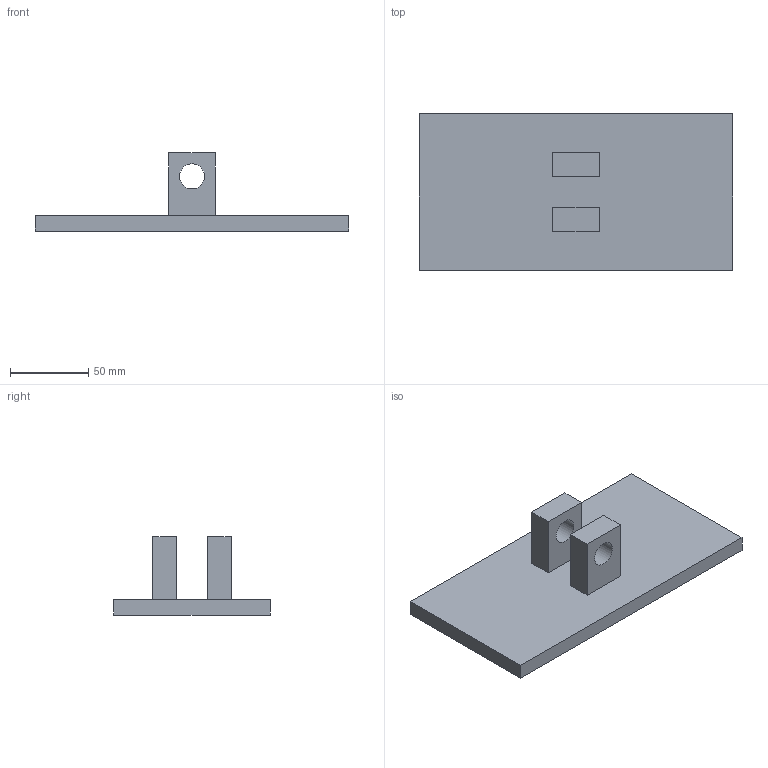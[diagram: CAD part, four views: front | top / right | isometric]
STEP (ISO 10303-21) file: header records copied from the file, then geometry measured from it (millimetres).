
FILE_DESCRIPTION(/* description */ (''),/* implementation_level */ '2;1');
FILE_NAME(/* name */ 'Base_ipt_2f93e7fb.STEP',/* time_stamp */ '2020-01-10T14:40:02+01:00',/* author */ ('socci'),/* organization */ (''),/* preprocessor_version */ 'ST-DEVELOPER v18',/* originating_system */ 'Autodesk Inventor 2020',/* authorisation */ '');
FILE_SCHEMA (('AUTOMOTIVE_DESIGN { 1 0 10303 214 3 1 1 }'));
Length unit declared in the file: millimetre
Products named in the file (1): Base
Bounding box: 200 x 100 x 50 mm (x, y, z)
Volume: 229968.1 mm3; surface area: 53903.7 mm2
Topology: 1 solids, 1 shells, 18 faces, 43 edges, 29 vertices
Faces by surface type: plane 16, cylinder 2
Full cylindrical faces by diameter (mm): 16 x2
Entity records: 569 total; most frequent: CARTESIAN_POINT 91, ORIENTED_EDGE 86, DIRECTION 86, EDGE_CURVE 43, LINE 38, VECTOR 38, VERTEX_POINT 29, EDGE_LOOP 24
